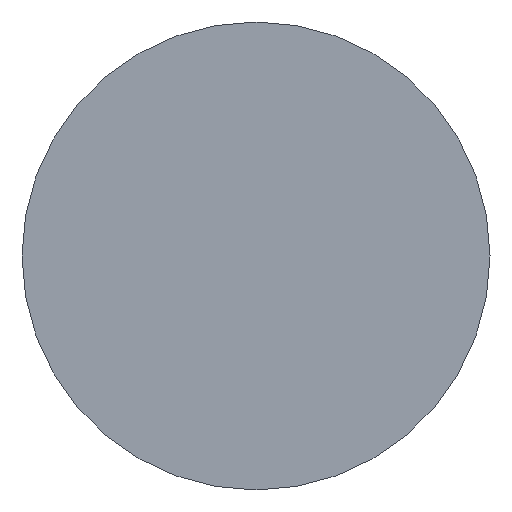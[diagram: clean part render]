
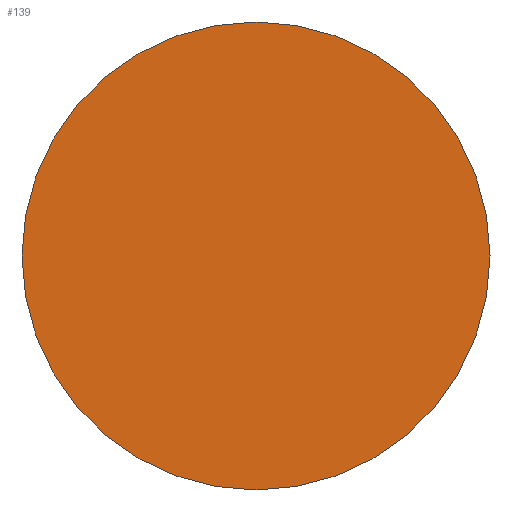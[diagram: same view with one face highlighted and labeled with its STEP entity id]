
A CAD part, front view. The second image highlights one B-rep face of the part: STEP entity #139.
In plain terms, the highlighted planar face has unit normal (0, -1, 0).
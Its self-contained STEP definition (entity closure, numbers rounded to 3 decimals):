
#112=FACE_OUTER_BOUND('',#157,.T.);
#114=PLANE('',#241);
#129=CIRCLE('',#240,2.25);
#139=ADVANCED_FACE('',(#112),#114,.T.);
#157=EDGE_LOOP('',(#177));
#177=ORIENTED_EDGE('',*,*,#191,.F.);
#191=EDGE_CURVE('',#224,#224,#129,.T.);
#224=VERTEX_POINT('',#340);
#240=AXIS2_PLACEMENT_3D('',#339,#273,#274);
#241=AXIS2_PLACEMENT_3D('',#341,#275,#276);
#273=DIRECTION('',(0.,1.,0.));
#274=DIRECTION('',(1.,0.,0.));
#275=DIRECTION('',(0.,-1.,0.));
#276=DIRECTION('',(0.,0.,1.));
#339=CARTESIAN_POINT('',(-1.563,-5.435,0.));
#340=CARTESIAN_POINT('',(0.687,-5.435,0.));
#341=CARTESIAN_POINT('',(0.912,-5.435,-2.475));
